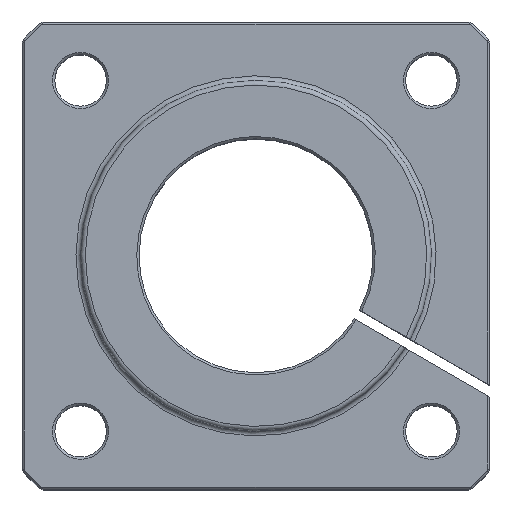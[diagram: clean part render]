
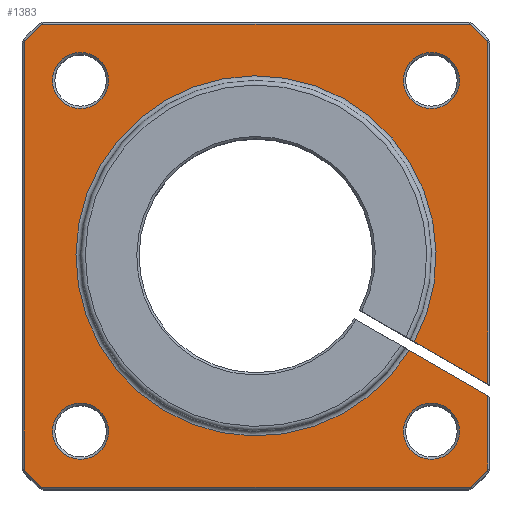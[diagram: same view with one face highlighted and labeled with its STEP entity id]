
A CAD part, top view. The second image highlights one B-rep face of the part: STEP entity #1383.
In plain terms, the highlighted planar face has unit normal (0, 0, 1).
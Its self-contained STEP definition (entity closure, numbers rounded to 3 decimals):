
#79=FACE_BOUND('',#264,.T.);
#80=FACE_BOUND('',#265,.T.);
#81=FACE_BOUND('',#266,.T.);
#82=FACE_BOUND('',#267,.T.);
#124=CIRCLE('',#1523,6.);
#125=CIRCLE('',#1525,38.5);
#126=CIRCLE('',#1526,6.);
#127=CIRCLE('',#1527,6.);
#128=CIRCLE('',#1528,6.);
#164=FACE_OUTER_BOUND('',#263,.T.);
#263=EDGE_LOOP('',(#1044,#1045,#1046,#1047,#1048,#1049,#1050,#1051,#1052,
#1053,#1054,#1055));
#264=EDGE_LOOP('',(#1056));
#265=EDGE_LOOP('',(#1057));
#266=EDGE_LOOP('',(#1058));
#267=EDGE_LOOP('',(#1059));
#371=LINE('',#2141,#490);
#379=LINE('',#2169,#498);
#388=LINE('',#2364,#507);
#389=LINE('',#2366,#508);
#390=LINE('',#2368,#509);
#391=LINE('',#2370,#510);
#392=LINE('',#2372,#511);
#393=LINE('',#2374,#512);
#394=LINE('',#2376,#513);
#395=LINE('',#2378,#514);
#396=LINE('',#2379,#515);
#490=VECTOR('',#1728,10.);
#498=VECTOR('',#1750,10.);
#507=VECTOR('',#1773,10.);
#508=VECTOR('',#1774,10.);
#509=VECTOR('',#1775,10.);
#510=VECTOR('',#1776,10.);
#511=VECTOR('',#1777,10.);
#512=VECTOR('',#1778,10.);
#513=VECTOR('',#1779,10.);
#514=VECTOR('',#1780,10.);
#515=VECTOR('',#1781,10.);
#620=VERTEX_POINT('',#2129);
#621=VERTEX_POINT('',#2140);
#630=VERTEX_POINT('',#2166);
#631=VERTEX_POINT('',#2168);
#643=VERTEX_POINT('',#2359);
#644=VERTEX_POINT('',#2363);
#645=VERTEX_POINT('',#2365);
#646=VERTEX_POINT('',#2367);
#647=VERTEX_POINT('',#2369);
#648=VERTEX_POINT('',#2371);
#649=VERTEX_POINT('',#2373);
#650=VERTEX_POINT('',#2375);
#651=VERTEX_POINT('',#2377);
#652=VERTEX_POINT('',#2381);
#653=VERTEX_POINT('',#2383);
#654=VERTEX_POINT('',#2385);
#755=EDGE_CURVE('',#621,#620,#371,.T.);
#768=EDGE_CURVE('',#631,#630,#379,.T.);
#784=EDGE_CURVE('',#643,#643,#124,.T.);
#786=EDGE_CURVE('',#644,#630,#388,.T.);
#787=EDGE_CURVE('',#645,#644,#389,.T.);
#788=EDGE_CURVE('',#646,#645,#390,.T.);
#789=EDGE_CURVE('',#647,#646,#391,.T.);
#790=EDGE_CURVE('',#648,#647,#392,.T.);
#791=EDGE_CURVE('',#649,#648,#393,.T.);
#792=EDGE_CURVE('',#650,#649,#394,.T.);
#793=EDGE_CURVE('',#651,#650,#395,.T.);
#794=EDGE_CURVE('',#621,#651,#396,.T.);
#795=EDGE_CURVE('',#631,#620,#125,.T.);
#796=EDGE_CURVE('',#652,#652,#126,.T.);
#797=EDGE_CURVE('',#653,#653,#127,.T.);
#798=EDGE_CURVE('',#654,#654,#128,.T.);
#1044=ORIENTED_EDGE('',*,*,#786,.F.);
#1045=ORIENTED_EDGE('',*,*,#787,.F.);
#1046=ORIENTED_EDGE('',*,*,#788,.F.);
#1047=ORIENTED_EDGE('',*,*,#789,.F.);
#1048=ORIENTED_EDGE('',*,*,#790,.F.);
#1049=ORIENTED_EDGE('',*,*,#791,.F.);
#1050=ORIENTED_EDGE('',*,*,#792,.F.);
#1051=ORIENTED_EDGE('',*,*,#793,.F.);
#1052=ORIENTED_EDGE('',*,*,#794,.F.);
#1053=ORIENTED_EDGE('',*,*,#755,.T.);
#1054=ORIENTED_EDGE('',*,*,#795,.F.);
#1055=ORIENTED_EDGE('',*,*,#768,.T.);
#1056=ORIENTED_EDGE('',*,*,#796,.F.);
#1057=ORIENTED_EDGE('',*,*,#797,.F.);
#1058=ORIENTED_EDGE('',*,*,#798,.F.);
#1059=ORIENTED_EDGE('',*,*,#784,.F.);
#1302=PLANE('',#1524);
#1383=ADVANCED_FACE('',(#164,#79,#80,#81,#82),#1302,.T.);
#1523=AXIS2_PLACEMENT_3D('',#2360,#1768,#1769);
#1524=AXIS2_PLACEMENT_3D('',#2362,#1771,#1772);
#1525=AXIS2_PLACEMENT_3D('',#2380,#1782,#1783);
#1526=AXIS2_PLACEMENT_3D('',#2382,#1784,#1785);
#1527=AXIS2_PLACEMENT_3D('',#2384,#1786,#1787);
#1528=AXIS2_PLACEMENT_3D('',#2386,#1788,#1789);
#1728=DIRECTION('',(-0.866,0.5,0.));
#1750=DIRECTION('',(0.866,-0.5,0.));
#1768=DIRECTION('center_axis',(0.,0.,1.));
#1769=DIRECTION('ref_axis',(-1.,0.,0.));
#1771=DIRECTION('center_axis',(0.,0.,1.));
#1772=DIRECTION('ref_axis',(1.,0.,0.));
#1773=DIRECTION('',(0.,-1.,0.));
#1774=DIRECTION('',(0.707,-0.707,0.));
#1775=DIRECTION('',(1.,0.,0.));
#1776=DIRECTION('',(0.707,0.707,0.));
#1777=DIRECTION('',(0.,1.,0.));
#1778=DIRECTION('',(-0.707,0.707,0.));
#1779=DIRECTION('',(-1.,0.,0.));
#1780=DIRECTION('',(-0.707,-0.707,0.));
#1781=DIRECTION('',(0.,-1.,0.));
#1782=DIRECTION('center_axis',(0.,0.,1.));
#1783=DIRECTION('ref_axis',(-0.865,0.501,0.));
#1784=DIRECTION('center_axis',(0.,0.,1.));
#1785=DIRECTION('ref_axis',(-1.,0.,0.));
#1786=DIRECTION('center_axis',(0.,0.,1.));
#1787=DIRECTION('ref_axis',(-1.,0.,0.));
#1788=DIRECTION('center_axis',(0.,0.,1.));
#1789=DIRECTION('ref_axis',(-1.,0.,0.));
#2129=CARTESIAN_POINT('',(32.758,-20.228,36.));
#2140=CARTESIAN_POINT('',(49.5,-29.894,36.));
#2141=CARTESIAN_POINT('',(10.245,-7.23,36.));
#2166=CARTESIAN_POINT('',(49.5,-27.411,36.));
#2168=CARTESIAN_POINT('',(33.836,-18.368,36.));
#2169=CARTESIAN_POINT('',(25.253,-13.412,36.));
#2359=CARTESIAN_POINT('',(43.5,37.5,36.));
#2360=CARTESIAN_POINT('Origin',(37.5,37.5,36.));
#2362=CARTESIAN_POINT('Origin',(0.,0.,36.));
#2363=CARTESIAN_POINT('',(49.5,45.793,36.));
#2364=CARTESIAN_POINT('',(49.5,25.,36.));
#2365=CARTESIAN_POINT('',(45.793,49.5,36.));
#2366=CARTESIAN_POINT('',(47.646,47.646,36.));
#2367=CARTESIAN_POINT('',(-45.793,49.5,36.));
#2368=CARTESIAN_POINT('',(-25.,49.5,36.));
#2369=CARTESIAN_POINT('',(-49.5,45.793,36.));
#2370=CARTESIAN_POINT('',(-47.646,47.646,36.));
#2371=CARTESIAN_POINT('',(-49.5,-45.793,36.));
#2372=CARTESIAN_POINT('',(-49.5,-25.,36.));
#2373=CARTESIAN_POINT('',(-45.793,-49.5,36.));
#2374=CARTESIAN_POINT('',(-47.646,-47.646,36.));
#2375=CARTESIAN_POINT('',(45.793,-49.5,36.));
#2376=CARTESIAN_POINT('',(25.,-49.5,36.));
#2377=CARTESIAN_POINT('',(49.5,-45.793,36.));
#2378=CARTESIAN_POINT('',(47.646,-47.646,36.));
#2379=CARTESIAN_POINT('',(49.5,25.,36.));
#2380=CARTESIAN_POINT('Origin',(0.,0.,36.));
#2381=CARTESIAN_POINT('',(43.5,-37.5,36.));
#2382=CARTESIAN_POINT('Origin',(37.5,-37.5,36.));
#2383=CARTESIAN_POINT('',(-31.5,-37.5,36.));
#2384=CARTESIAN_POINT('Origin',(-37.5,-37.5,36.));
#2385=CARTESIAN_POINT('',(-31.5,37.5,36.));
#2386=CARTESIAN_POINT('Origin',(-37.5,37.5,36.));
